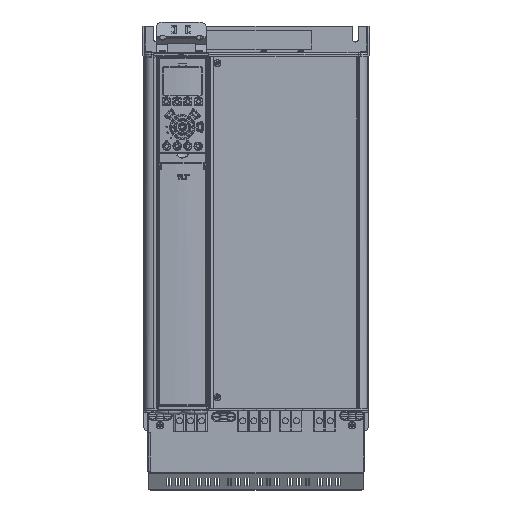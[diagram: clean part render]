
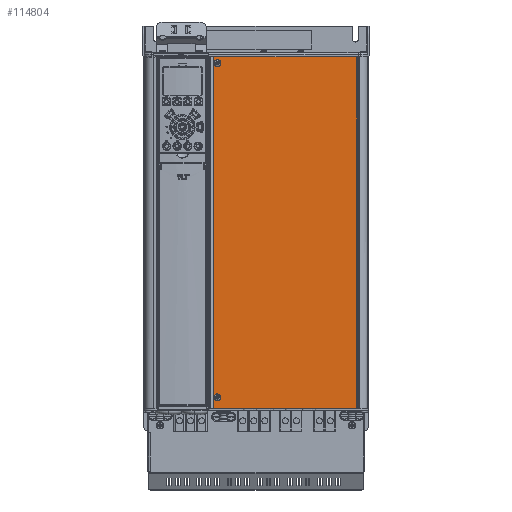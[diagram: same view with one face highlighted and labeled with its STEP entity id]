
A CAD part, top view. The second image highlights one B-rep face of the part: STEP entity #114804.
In plain terms, the highlighted planar face has unit normal (0, 0, 1).
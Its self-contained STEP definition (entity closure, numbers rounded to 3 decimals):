
#549=DIRECTION('',(-1.,0.,0.));
#550=VECTOR('',#549,194.53);
#551=CARTESIAN_POINT('',(137.,236.875,328.8));
#552=LINE('',#551,#550);
#25188=DIRECTION('',(0.,-1.,0.));
#25189=VECTOR('',#25188,478.5);
#25190=CARTESIAN_POINT('',(-57.53,236.875,328.8));
#25191=LINE('',#25190,#25189);
#25192=DIRECTION('',(-1.,0.,0.));
#25193=VECTOR('',#25192,187.443);
#25194=CARTESIAN_POINT('',(129.913,-241.625,328.798));
#25195=LINE('',#25194,#25193);
#25196=CARTESIAN_POINT('',(-52.5,228.2,328.8));
#25197=DIRECTION('',(0.,0.,1.));
#25198=DIRECTION('',(1.,-0.004,0.));
#25199=AXIS2_PLACEMENT_3D('',#25196,#25197,#25198);
#25201=CARTESIAN_POINT('',(-52.5,228.2,328.8));
#25202=DIRECTION('',(0.,0.,1.));
#25203=DIRECTION('',(-1.,0.004,0.));
#25204=AXIS2_PLACEMENT_3D('',#25201,#25202,#25203);
#25206=CARTESIAN_POINT('',(-52.5,226.,328.8));
#25207=DIRECTION('',(0.,0.,1.));
#25208=DIRECTION('',(-0.49,-0.871,0.));
#25209=AXIS2_PLACEMENT_3D('',#25206,#25207,#25208);
#25211=CARTESIAN_POINT('',(-52.5,228.2,328.8));
#25212=DIRECTION('',(0.,0.,1.));
#25213=DIRECTION('',(0.265,-0.964,0.));
#25214=AXIS2_PLACEMENT_3D('',#25211,#25212,#25213);
#25216=CARTESIAN_POINT('',(-52.5,-226.,328.8));
#25217=DIRECTION('',(0.,0.,1.));
#25218=DIRECTION('',(1.,-0.004,0.));
#25219=AXIS2_PLACEMENT_3D('',#25216,#25217,#25218);
#25221=CARTESIAN_POINT('',(-52.5,-226.,328.8));
#25222=DIRECTION('',(0.,0.,1.));
#25223=DIRECTION('',(-1.,0.004,0.));
#25224=AXIS2_PLACEMENT_3D('',#25221,#25222,#25223);
#25226=CARTESIAN_POINT('',(-52.5,-228.2,328.8));
#25227=DIRECTION('',(0.,0.,1.));
#25228=DIRECTION('',(-0.49,-0.871,0.));
#25229=AXIS2_PLACEMENT_3D('',#25226,#25227,#25228);
#25231=CARTESIAN_POINT('',(-52.5,-226.,328.8));
#25232=DIRECTION('',(0.,0.,1.));
#25233=DIRECTION('',(0.265,-0.964,0.));
#25234=AXIS2_PLACEMENT_3D('',#25231,#25232,#25233);
#25236=DIRECTION('',(0.,1.,0.));
#25237=VECTOR('',#25236,478.216);
#25238=CARTESIAN_POINT('',(137.,-241.341,328.8));
#25239=LINE('',#25238,#25237);
#25244=CARTESIAN_POINT('',(137.,-241.341,328.8));
#25271=CARTESIAN_POINT('',(129.913,-241.625,328.798));
#25272=CARTESIAN_POINT('',(130.418,-241.446,
328.798));
#25273=CARTESIAN_POINT('',(131.42,-241.243,
328.801));
#25274=CARTESIAN_POINT('',(132.733,-241.155,
328.8));
#25275=CARTESIAN_POINT('',(134.168,-241.14,
328.8));
#25276=CARTESIAN_POINT('',(135.59,-241.164,
328.8));
#25277=CARTESIAN_POINT('',(136.534,-241.255,328.8));
#25278=CARTESIAN_POINT('',(137.,-241.341,328.8));
#61229=CARTESIAN_POINT('',(137.,236.875,328.8));
#61230=VERTEX_POINT('',#61229);
#61231=CARTESIAN_POINT('',(-57.53,236.875,328.8));
#61232=VERTEX_POINT('',#61231);
#64963=CARTESIAN_POINT('',(-57.53,-241.625,328.8));
#64964=VERTEX_POINT('',#64963);
#64965=CARTESIAN_POINT('',(129.913,-241.625,328.798));
#64966=VERTEX_POINT('',#64965);
#65087=VERTEX_POINT('',#25244);
#65089=CARTESIAN_POINT('',(-48.05,228.183,328.8));
#65090=CARTESIAN_POINT('',(-56.95,228.218,328.8));
#65091=VERTEX_POINT('',#65089);
#65092=VERTEX_POINT('',#65090);
#65093=CARTESIAN_POINT('',(-53.677,223.909,328.8));
#65094=VERTEX_POINT('',#65093);
#65095=CARTESIAN_POINT('',(-51.323,223.909,328.8));
#65096=VERTEX_POINT('',#65095);
#65097=CARTESIAN_POINT('',(-48.05,-226.017,328.8));
#65098=CARTESIAN_POINT('',(-56.95,-225.982,328.8));
#65099=VERTEX_POINT('',#65097);
#65100=VERTEX_POINT('',#65098);
#65101=CARTESIAN_POINT('',(-53.677,-230.291,328.8));
#65102=VERTEX_POINT('',#65101);
#65103=CARTESIAN_POINT('',(-51.323,-230.291,328.8));
#65104=VERTEX_POINT('',#65103);
#114770=CARTESIAN_POINT('',(-57.53,269.5,328.8));
#114771=DIRECTION('',(0.,0.,-1.));
#114772=DIRECTION('',(1.,0.,0.));
#114773=AXIS2_PLACEMENT_3D('',#114770,#114771,#114772);
#114774=PLANE('',#114773);
#114775=ORIENTED_EDGE('',*,*,#97425,.T.);
#114776=ORIENTED_EDGE('',*,*,#114765,.F.);
#114777=ORIENTED_EDGE('',*,*,#73878,.F.);
#114779=ORIENTED_EDGE('',*,*,#114778,.F.);
#114781=ORIENTED_EDGE('',*,*,#114780,.F.);
#114782=EDGE_LOOP('',(#114775,#114776,#114777,#114779,#114781));
#114783=FACE_OUTER_BOUND('',#114782,.F.);
#114785=ORIENTED_EDGE('',*,*,#114784,.T.);
#114787=ORIENTED_EDGE('',*,*,#114786,.T.);
#114789=ORIENTED_EDGE('',*,*,#114788,.T.);
#114791=ORIENTED_EDGE('',*,*,#114790,.T.);
#114792=EDGE_LOOP('',(#114785,#114787,#114789,#114791));
#114793=FACE_BOUND('',#114792,.F.);
#114795=ORIENTED_EDGE('',*,*,#114794,.T.);
#114797=ORIENTED_EDGE('',*,*,#114796,.T.);
#114799=ORIENTED_EDGE('',*,*,#114798,.T.);
#114801=ORIENTED_EDGE('',*,*,#114800,.T.);
#114802=EDGE_LOOP('',(#114795,#114797,#114799,#114801));
#114803=FACE_BOUND('',#114802,.F.);
#114804=ADVANCED_FACE('',(#114783,#114793,#114803),#114774,.F.);
#25200=CIRCLE('',#25199,4.45);
#25205=CIRCLE('',#25204,4.45);
#25210=CIRCLE('',#25209,2.4);
#25215=CIRCLE('',#25214,4.45);
#25220=CIRCLE('',#25219,4.45);
#25225=CIRCLE('',#25224,4.45);
#25230=CIRCLE('',#25229,2.4);
#25235=CIRCLE('',#25234,4.45);
#25279=B_SPLINE_CURVE_WITH_KNOTS('',3,(#25271,#25272,#25273,#25274,#25275,
#25276,#25277,#25278),.UNSPECIFIED.,.F.,.F.,(4,1,1,1,1,4),(0.,0.2,0.4,
0.6,0.8,1.),.UNSPECIFIED.);
#73878=EDGE_CURVE('',#61230,#61232,#552,.T.);
#97425=EDGE_CURVE('',#64966,#64964,#25195,.T.);
#114765=EDGE_CURVE('',#61232,#64964,#25191,.T.);
#114778=EDGE_CURVE('',#65087,#61230,#25239,.T.);
#114780=EDGE_CURVE('',#64966,#65087,#25279,.T.);
#114784=EDGE_CURVE('',#65091,#65092,#25200,.T.);
#114786=EDGE_CURVE('',#65092,#65094,#25205,.T.);
#114788=EDGE_CURVE('',#65094,#65096,#25210,.T.);
#114790=EDGE_CURVE('',#65096,#65091,#25215,.T.);
#114794=EDGE_CURVE('',#65099,#65100,#25220,.T.);
#114796=EDGE_CURVE('',#65100,#65102,#25225,.T.);
#114798=EDGE_CURVE('',#65102,#65104,#25230,.T.);
#114800=EDGE_CURVE('',#65104,#65099,#25235,.T.);
